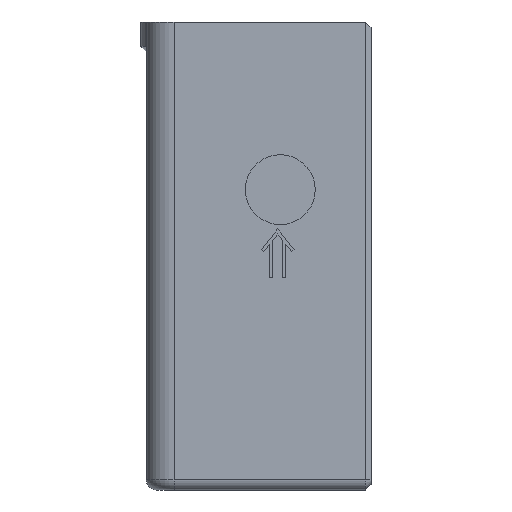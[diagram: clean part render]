
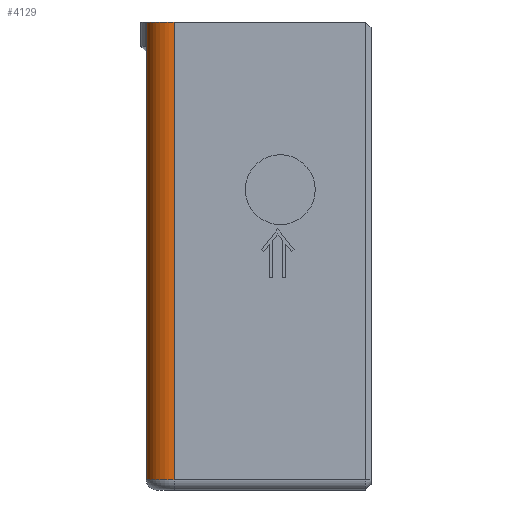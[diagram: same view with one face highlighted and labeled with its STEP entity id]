
A CAD part, front view. The second image highlights one B-rep face of the part: STEP entity #4129.
In plain terms, the highlighted cylindrical face has radius 2 mm (diameter 4 mm), a partial arc.
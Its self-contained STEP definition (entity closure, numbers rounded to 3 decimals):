
#7 = CARTESIAN_POINT ( 'NONE',  ( 30., 99.75, 14.1 ) ) ;
#405 = ORIENTED_EDGE ( 'NONE', *, *, #9592, .T. ) ;
#567 = VECTOR ( 'NONE', #4106, 1000. ) ;
#1224 = VERTEX_POINT ( 'NONE', #3165 ) ;
#1325 = LINE ( 'NONE', #13062, #9668 ) ;
#2485 = DIRECTION ( 'NONE',  ( -1., 0., 0. ) ) ;
#2499 = CARTESIAN_POINT ( 'NONE',  ( -2.75, 97.75, 16.1 ) ) ;
#2566 = CYLINDRICAL_SURFACE ( 'NONE', #6671, 2. ) ;
#2883 = EDGE_CURVE ( 'NONE', #10778, #8064, #12938, .T. ) ;
#3165 = CARTESIAN_POINT ( 'NONE',  ( -2.75, 99.75, 14.1 ) ) ;
#3788 = VERTEX_POINT ( 'NONE', #7 ) ;
#4106 = DIRECTION ( 'NONE',  ( -1., 0., 0. ) ) ;
#4129 = ADVANCED_FACE ( 'NONE', ( #12803 ), #2566, .T. ) ;
#5029 = CARTESIAN_POINT ( 'NONE',  ( 30., 97.75, 14.1 ) ) ;
#6261 = CARTESIAN_POINT ( 'NONE',  ( 30., 97.75, 16.1 ) ) ;
#6276 = DIRECTION ( 'NONE',  ( 1., 0., 0. ) ) ;
#6350 = CARTESIAN_POINT ( 'NONE',  ( -2.75, 97.75, 14.1 ) ) ;
#6582 = CARTESIAN_POINT ( 'NONE',  ( 8., 97.75, 16.1 ) ) ;
#6671 = AXIS2_PLACEMENT_3D ( 'NONE', #15447, #2485, #12965 ) ;
#7180 = AXIS2_PLACEMENT_3D ( 'NONE', #5029, #10109, #15193 ) ;
#7361 = DIRECTION ( 'NONE',  ( 0., 0., -1. ) ) ;
#7818 = ORIENTED_EDGE ( 'NONE', *, *, #11387, .T. ) ;
#8064 = VERTEX_POINT ( 'NONE', #2499 ) ;
#8826 = ORIENTED_EDGE ( 'NONE', *, *, #2883, .F. ) ;
#9592 = EDGE_CURVE ( 'NONE', #1224, #8064, #14969, .T. ) ;
#9668 = VECTOR ( 'NONE', #15220, 1000. ) ;
#9910 = AXIS2_PLACEMENT_3D ( 'NONE', #6350, #6276, #7361 ) ;
#10109 = DIRECTION ( 'NONE',  ( -1., 0., 0. ) ) ;
#10778 = VERTEX_POINT ( 'NONE', #6261 ) ;
#11387 = EDGE_CURVE ( 'NONE', #3788, #1224, #1325, .T. ) ;
#11536 = ORIENTED_EDGE ( 'NONE', *, *, #14717, .T. ) ;
#12803 = FACE_OUTER_BOUND ( 'NONE', #13457, .T. ) ;
#12938 = LINE ( 'NONE', #6582, #567 ) ;
#12965 = DIRECTION ( 'NONE',  ( 0., 0., -1. ) ) ;
#13062 = CARTESIAN_POINT ( 'NONE',  ( 8., 99.75, 14.1 ) ) ;
#13457 = EDGE_LOOP ( 'NONE', ( #8826, #11536, #7818, #405 ) ) ;
#14717 = EDGE_CURVE ( 'NONE', #10778, #3788, #15703, .T. ) ;
#14969 = CIRCLE ( 'NONE', #9910, 2. ) ;
#15193 = DIRECTION ( 'NONE',  ( 0., 0., -1. ) ) ;
#15220 = DIRECTION ( 'NONE',  ( -1., 0., 0. ) ) ;
#15447 = CARTESIAN_POINT ( 'NONE',  ( 8., 97.75, 14.1 ) ) ;
#15703 = CIRCLE ( 'NONE', #7180, 2. ) ;
